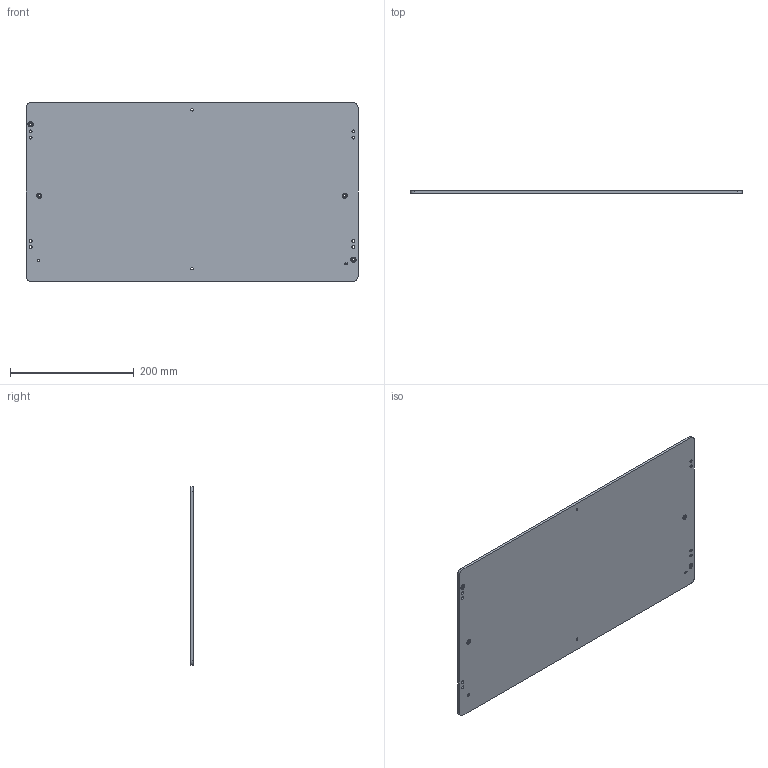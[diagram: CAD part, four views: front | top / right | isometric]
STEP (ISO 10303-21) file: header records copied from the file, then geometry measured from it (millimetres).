
FILE_DESCRIPTION (( 'STEP AP214' ), '1' );
FILE_NAME ('INGUN_112555.STEP', '2022-07-01T06:52:45', ( '' ), ( '' ), 'SwSTEP 2.0', 'SolidWorks 2018', '' );
FILE_SCHEMA (( 'AUTOMOTIVE_DESIGN' ));
Length unit declared in the file: millimetre
Products named in the file (1): INGUN_112555
Bounding box: 537 x 4 x 289 mm (x, y, z)
Volume: 619557.9 mm3; surface area: 317891.8 mm2
Topology: 4 solids, 4 shells, 467 faces, 1083 edges, 718 vertices
Faces by surface type: plane 391, cylinder 64, torus 12
Entity records: 13518 total; most frequent: DIRECTION 2369, CARTESIAN_POINT 2269, ORIENTED_EDGE 2166, EDGE_CURVE 1083, AXIS2_PLACEMENT_3D 818, VECTOR 733, LINE 733, VERTEX_POINT 718
